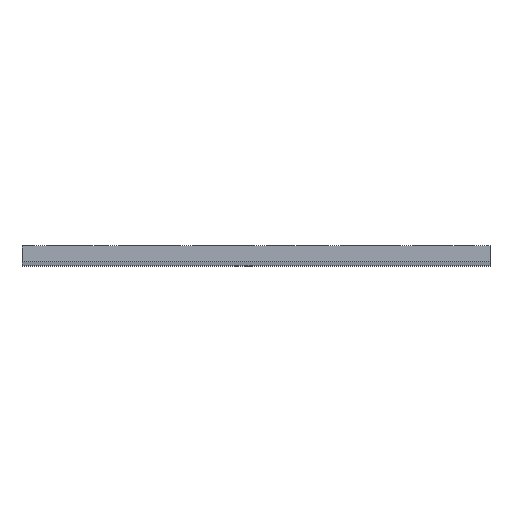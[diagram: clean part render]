
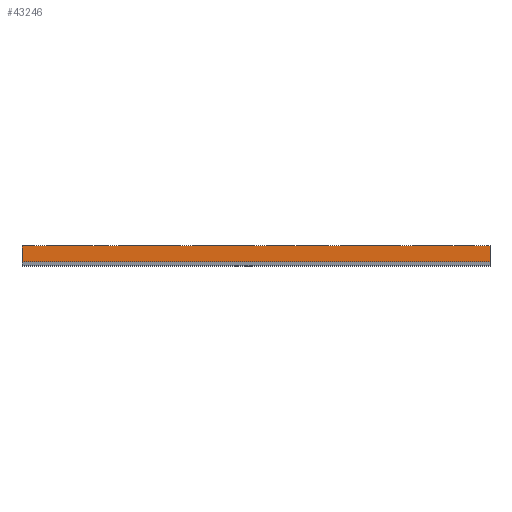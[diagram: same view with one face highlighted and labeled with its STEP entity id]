
A CAD part, top view. The second image highlights one B-rep face of the part: STEP entity #43246.
In plain terms, the highlighted planar face has unit normal (0, 0, 1).
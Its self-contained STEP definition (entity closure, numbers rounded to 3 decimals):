
#69=DIRECTION('',(0.,1.,0.));
#70=VECTOR('',#69,4.);
#71=CARTESIAN_POINT('',(0.,-4.,38.));
#72=LINE('',#71,#70);
#113=DIRECTION('',(0.,1.,0.));
#114=VECTOR('',#113,4.);
#115=CARTESIAN_POINT('',(119.2,-4.,38.));
#116=LINE('',#115,#114);
#285=DIRECTION('',(1.,0.,0.));
#286=VECTOR('',#285,119.2);
#287=CARTESIAN_POINT('',(0.,0.,38.));
#288=LINE('',#287,#286);
#15997=DIRECTION('',(-1.,0.,0.));
#15998=VECTOR('',#15997,119.2);
#15999=CARTESIAN_POINT('',(119.2,-4.,38.));
#16000=LINE('',#15999,#15998);
#16023=CARTESIAN_POINT('',(0.,0.,38.));
#16025=VERTEX_POINT('',#16023);
#16051=CARTESIAN_POINT('',(119.2,0.,38.));
#16053=VERTEX_POINT('',#16051);
#16311=CARTESIAN_POINT('',(119.2,-4.,38.));
#16312=CARTESIAN_POINT('',(0.,-4.,38.));
#16313=VERTEX_POINT('',#16311);
#16314=VERTEX_POINT('',#16312);
#43235=CARTESIAN_POINT('',(0.,-5.,38.));
#43236=DIRECTION('',(0.,0.,1.));
#43237=DIRECTION('',(0.,1.,0.));
#43238=AXIS2_PLACEMENT_3D('',#43235,#43236,#43237);
#43239=PLANE('',#43238);
#43240=ORIENTED_EDGE('',*,*,#43230,.T.);
#43241=ORIENTED_EDGE('',*,*,#20720,.T.);
#43242=ORIENTED_EDGE('',*,*,#20973,.T.);
#43243=ORIENTED_EDGE('',*,*,#20772,.F.);
#43244=EDGE_LOOP('',(#43240,#43241,#43242,#43243));
#43245=FACE_OUTER_BOUND('',#43244,.F.);
#43246=ADVANCED_FACE('',(#43245),#43239,.T.);
#20720=EDGE_CURVE('',#16314,#16025,#72,.T.);
#20772=EDGE_CURVE('',#16313,#16053,#116,.T.);
#20973=EDGE_CURVE('',#16025,#16053,#288,.T.);
#43230=EDGE_CURVE('',#16313,#16314,#16000,.T.);
